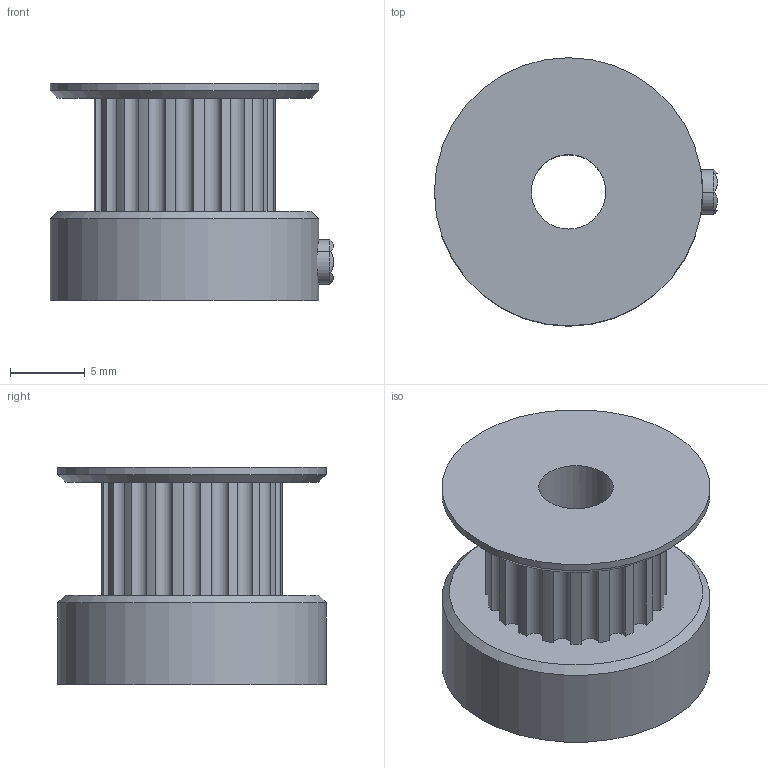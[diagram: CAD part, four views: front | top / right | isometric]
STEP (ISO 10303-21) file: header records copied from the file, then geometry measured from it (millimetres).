
FILE_DESCRIPTION(('FreeCAD Model'),'2;1');
FILE_NAME('GT2Pulley.stp', '2014-09-21T12:06:57',('FreeCAD'),('FreeCAD'), 'Open CASCADE STEP processor 6.7','FreeCAD','Unknown');
FILE_SCHEMA(('AUTOMOTIVE_DESIGN_CC2 { 1 2 10303 214 -1 1 5 4 }'));
Length unit declared in the file: millimetre
Products named in the file (2): Polea; TornilloM3
Bounding box: 19 x 18 x 14.6 mm (x, y, z)
Volume: 2266.3 mm3; surface area: 1881.7 mm2
Topology: 2 solids, 2 shells, 61 faces, 170 edges, 113 vertices
Faces by surface type: cylinder 45, plane 12, cone 4
Full cylindrical faces by diameter (mm): 3 x2, 5 x1, 18 x2
Entity records: 4741 total; most frequent: CARTESIAN_POINT 1409, DIRECTION 613, ORIENTED_EDGE 340, PCURVE 340, DEFINITIONAL_REPRESENTATION 340, LINE 196, VECTOR 196, CIRCLE 178
